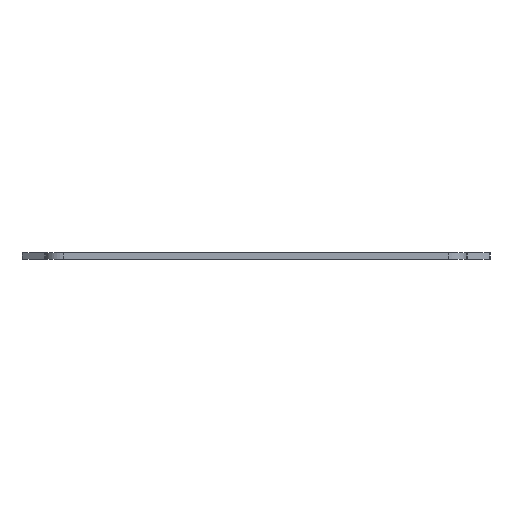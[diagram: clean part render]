
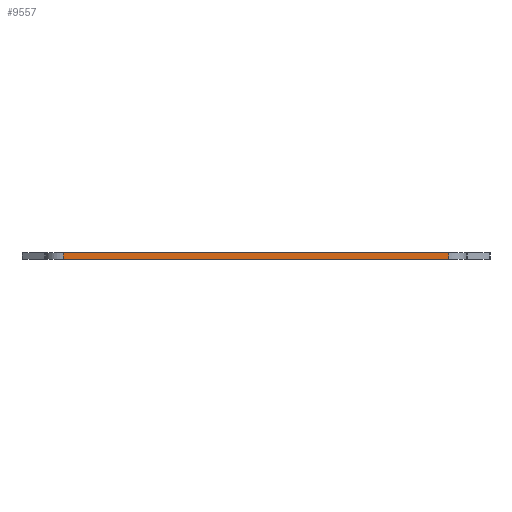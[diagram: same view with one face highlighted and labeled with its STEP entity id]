
A CAD part, left-side view. The second image highlights one B-rep face of the part: STEP entity #9557.
In plain terms, the highlighted planar face has unit normal (-1, 0, 0).
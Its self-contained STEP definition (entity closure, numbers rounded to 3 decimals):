
#339=PLANE('',#10529);
#801=FACE_OUTER_BOUND('',#1375,.T.);
#1375=EDGE_LOOP('',(#8801,#8802,#8803,#8804));
#1402=LINE('',#13429,#2318);
#1633=LINE('',#14385,#2549);
#2294=LINE('',#16156,#3210);
#2295=LINE('',#16158,#3211);
#2318=VECTOR('',#10588,10.);
#2549=VECTOR('',#11319,10.);
#3210=VECTOR('',#13324,10.);
#3211=VECTOR('',#13327,10.);
#3730=VERTEX_POINT('',#13426);
#3731=VERTEX_POINT('',#13428);
#4205=VERTEX_POINT('',#14382);
#4206=VERTEX_POINT('',#14384);
#4669=EDGE_CURVE('',#3730,#3731,#1402,.T.);
#5147=EDGE_CURVE('',#4206,#4205,#1633,.T.);
#6038=EDGE_CURVE('',#4206,#3730,#2294,.T.);
#6039=EDGE_CURVE('',#3731,#4205,#2295,.T.);
#8801=ORIENTED_EDGE('',*,*,#6038,.F.);
#8802=ORIENTED_EDGE('',*,*,#5147,.T.);
#8803=ORIENTED_EDGE('',*,*,#6039,.F.);
#8804=ORIENTED_EDGE('',*,*,#4669,.F.);
#9557=ADVANCED_FACE('',(#801),#339,.T.);
#10529=AXIS2_PLACEMENT_3D('',#16166,#13341,#13342);
#10588=DIRECTION('',(0.,-1.,0.));
#11319=DIRECTION('',(0.,-1.,0.));
#13324=DIRECTION('',(0.,0.,1.));
#13327=DIRECTION('',(0.,0.,-1.));
#13341=DIRECTION('center_axis',(-1.,0.,0.));
#13342=DIRECTION('ref_axis',(0.,-1.,0.));
#13426=CARTESIAN_POINT('',(0.095,91.508,4.));
#13428=CARTESIAN_POINT('',(0.095,4.258,4.));
#13429=CARTESIAN_POINT('',(0.095,0.258,4.));
#14382=CARTESIAN_POINT('',(0.095,4.258,2.5));
#14384=CARTESIAN_POINT('',(0.095,91.508,2.5));
#14385=CARTESIAN_POINT('',(0.095,71.695,2.5));
#16156=CARTESIAN_POINT('',(0.095,91.508,0.));
#16158=CARTESIAN_POINT('',(0.095,4.258,0.));
#16166=CARTESIAN_POINT('Origin',(0.095,95.508,0.));
